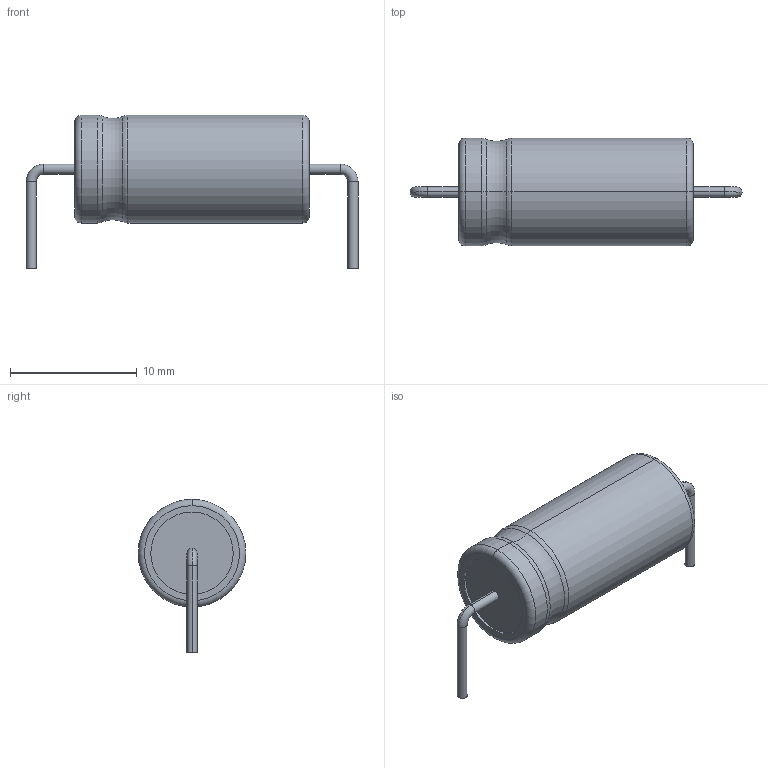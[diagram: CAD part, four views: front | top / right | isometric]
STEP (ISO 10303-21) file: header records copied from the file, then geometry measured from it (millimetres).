
FILE_DESCRIPTION((''),'2;1');
FILE_NAME('CAPPA2540-1850X850.stp','2013-03-26T09:05:26',(''),(''),'Mechanical Desktop 2011','Mechanical Desktop 2011',', , ');
FILE_SCHEMA(('AUTOMOTIVE_DESIGN { 1 2 10303 214 1 1 1 1 }'));
Length unit declared in the file: millimetre
Products named in the file (1): Product
Bounding box: 26.2 x 8.5 x 12.1 mm (x, y, z)
Volume: 1036.1 mm3; surface area: 810.4 mm2
Topology: 5 solids, 5 shells, 46 faces, 84 edges, 52 vertices
Faces by surface type: cylinder 20, torus 14, plane 12
Entity records: 1204 total; most frequent: DIRECTION 240, CARTESIAN_POINT 181, ORIENTED_EDGE 164, AXIS2_PLACEMENT_3D 109, EDGE_CURVE 82, CIRCLE 62, VERTEX_POINT 48, EDGE_LOOP 48
